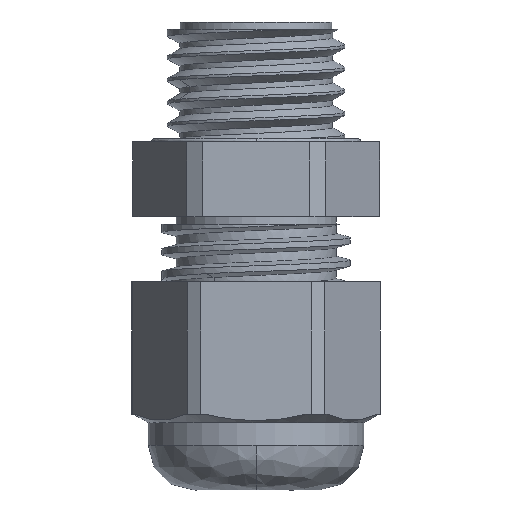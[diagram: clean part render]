
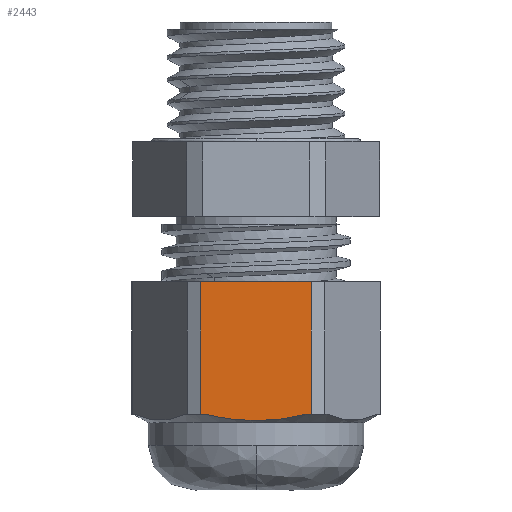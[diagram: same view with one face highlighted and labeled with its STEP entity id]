
A CAD part, front view. The second image highlights one B-rep face of the part: STEP entity #2443.
In plain terms, the highlighted planar face has unit normal (0, -1, 0).
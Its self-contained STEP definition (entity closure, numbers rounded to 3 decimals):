
#50 = CARTESIAN_POINT ( 'NONE',  ( 0.566, -7.432, -26.623 ) ) ;
#147 = VECTOR ( 'NONE', #2227, 1000. ) ;
#261 = CARTESIAN_POINT ( 'NONE',  ( -1.124, -7.433, -26.575 ) ) ;
#344 = B_SPLINE_CURVE_WITH_KNOTS ( 'NONE', 3,
 ( #2039, #5673, #4547, #1324, #5715, #2074, #7058, #1952, #50, #7627 ),
 .UNSPECIFIED., .F., .F.,
 ( 4, 2, 2, 2, 4 ),
 ( 0., 0.25, 0.375, 0.5, 1. ),
 .UNSPECIFIED. ) ;
#514 = AXIS2_PLACEMENT_3D ( 'NONE', #7444, #1806, #4930 ) ;
#541 = EDGE_CURVE ( 'NONE', #7469, #2527, #7177, .T. ) ;
#833 = CARTESIAN_POINT ( 'NONE',  ( -3.401, -7.432, -26.195 ) ) ;
#856 = CARTESIAN_POINT ( 'NONE',  ( 0., -7.432, -26.623 ) ) ;
#900 = VECTOR ( 'NONE', #6489, 1000. ) ;
#960 = CARTESIAN_POINT ( 'NONE',  ( -0.557, -7.433, -26.614 ) ) ;
#1015 = DIRECTION ( 'NONE',  ( -1., 0., 0. ) ) ;
#1064 = CARTESIAN_POINT ( 'NONE',  ( -3.694, -7.433, -31.257 ) ) ;
#1114 = CARTESIAN_POINT ( 'NONE',  ( -3.694, -7.432, -26.195 ) ) ;
#1160 = VECTOR ( 'NONE', #4258, 1000. ) ;
#1241 = DIRECTION ( 'NONE',  ( -1., 0., 0. ) ) ;
#1324 = CARTESIAN_POINT ( 'NONE',  ( 2.397, -7.432, -26.406 ) ) ;
#1333 = EDGE_CURVE ( 'NONE', #6959, #3240, #344, .T. ) ;
#1506 = CARTESIAN_POINT ( 'NONE',  ( 0., -7.433, -26.195 ) ) ;
#1584 = ORIENTED_EDGE ( 'NONE', *, *, #541, .T. ) ;
#1735 = LINE ( 'NONE', #6350, #1160 ) ;
#1806 = DIRECTION ( 'NONE',  ( 0., 1., 0. ) ) ;
#1952 = CARTESIAN_POINT ( 'NONE',  ( 1.12, -7.432, -26.586 ) ) ;
#1964 = VERTEX_POINT ( 'NONE', #833 ) ;
#2007 = EDGE_CURVE ( 'NONE', #3778, #6959, #6590, .T. ) ;
#2039 = CARTESIAN_POINT ( 'NONE',  ( 3.401, -7.432, -26.195 ) ) ;
#2074 = CARTESIAN_POINT ( 'NONE',  ( 1.973, -7.432, -26.475 ) ) ;
#2173 = ORIENTED_EDGE ( 'NONE', *, *, #4105, .F. ) ;
#2192 = CARTESIAN_POINT ( 'NONE',  ( -2.819, -7.432, -26.335 ) ) ;
#2227 = DIRECTION ( 'NONE',  ( -1., 0., 0. ) ) ;
#2262 = EDGE_LOOP ( 'NONE', ( #7159, #6232, #6553, #2586, #3104, #1584, #2173 ) ) ;
#2393 = CARTESIAN_POINT ( 'NONE',  ( -3.694, -7.432, -17.357 ) ) ;
#2443 = ADVANCED_FACE ( 'NONE', ( #3745 ), #6832, .F. ) ;
#2527 = VERTEX_POINT ( 'NONE', #2393 ) ;
#2586 = ORIENTED_EDGE ( 'NONE', *, *, #2007, .F. ) ;
#3023 = CARTESIAN_POINT ( 'NONE',  ( 3.694, -7.432, -26.195 ) ) ;
#3104 = ORIENTED_EDGE ( 'NONE', *, *, #7557, .F. ) ;
#3111 = LINE ( 'NONE', #5718, #7590 ) ;
#3240 = VERTEX_POINT ( 'NONE', #6581 ) ;
#3451 = EDGE_CURVE ( 'NONE', #1964, #7615, #3111, .T. ) ;
#3497 = EDGE_CURVE ( 'NONE', #3240, #1964, #6644, .T. ) ;
#3745 = FACE_OUTER_BOUND ( 'NONE', #2262, .T. ) ;
#3778 = VERTEX_POINT ( 'NONE', #3023 ) ;
#4012 = LINE ( 'NONE', #1064, #900 ) ;
#4105 = EDGE_CURVE ( 'NONE', #7615, #2527, #4012, .T. ) ;
#4258 = DIRECTION ( 'NONE',  ( 0., 0., -1. ) ) ;
#4547 = CARTESIAN_POINT ( 'NONE',  ( 2.823, -7.432, -26.326 ) ) ;
#4753 = CARTESIAN_POINT ( 'NONE',  ( -1.408, -7.432, -26.547 ) ) ;
#4930 = DIRECTION ( 'NONE',  ( 0., 0., 1. ) ) ;
#5271 = CARTESIAN_POINT ( 'NONE',  ( -1.552, -7.433, -26.531 ) ) ;
#5485 = VECTOR ( 'NONE', #1015, 1000. ) ;
#5673 = CARTESIAN_POINT ( 'NONE',  ( 3.11, -7.432, -26.265 ) ) ;
#5715 = CARTESIAN_POINT ( 'NONE',  ( 2.255, -7.432, -26.43 ) ) ;
#5718 = CARTESIAN_POINT ( 'NONE',  ( 0., -7.433, -26.195 ) ) ;
#5813 = CARTESIAN_POINT ( 'NONE',  ( -0.983, -7.433, -26.586 ) ) ;
#5849 = CARTESIAN_POINT ( 'NONE',  ( -3.401, -7.432, -26.195 ) ) ;
#5964 = CARTESIAN_POINT ( 'NONE',  ( -0.28, -7.432, -26.623 ) ) ;
#5997 = CARTESIAN_POINT ( 'NONE',  ( 3.401, -7.432, -26.195 ) ) ;
#6232 = ORIENTED_EDGE ( 'NONE', *, *, #3497, .F. ) ;
#6350 = CARTESIAN_POINT ( 'NONE',  ( 3.694, -7.433, -31.257 ) ) ;
#6489 = DIRECTION ( 'NONE',  ( 0., 0., 1. ) ) ;
#6553 = ORIENTED_EDGE ( 'NONE', *, *, #1333, .F. ) ;
#6581 = CARTESIAN_POINT ( 'NONE',  ( 0., -7.432, -26.623 ) ) ;
#6590 = LINE ( 'NONE', #1506, #5485 ) ;
#6644 = B_SPLINE_CURVE_WITH_KNOTS ( 'NONE', 3,
 ( #856, #5964, #960, #5813, #261, #4753, #5271, #7835, #2192, #5849 ),
 .UNSPECIFIED., .F., .F.,
 ( 4, 2, 2, 2, 4 ),
 ( 0., 0.25, 0.375, 0.5, 1. ),
 .UNSPECIFIED. ) ;
#6832 = PLANE ( 'NONE',  #514 ) ;
#6959 = VERTEX_POINT ( 'NONE', #5997 ) ;
#7058 = CARTESIAN_POINT ( 'NONE',  ( 1.833, -7.433, -26.495 ) ) ;
#7159 = ORIENTED_EDGE ( 'NONE', *, *, #3451, .F. ) ;
#7177 = LINE ( 'NONE', #7280, #147 ) ;
#7280 = CARTESIAN_POINT ( 'NONE',  ( 0., -7.433, -17.357 ) ) ;
#7444 = CARTESIAN_POINT ( 'NONE',  ( -3.694, -7.433, -31.257 ) ) ;
#7469 = VERTEX_POINT ( 'NONE', #7629 ) ;
#7557 = EDGE_CURVE ( 'NONE', #7469, #3778, #1735, .T. ) ;
#7590 = VECTOR ( 'NONE', #1241, 1000. ) ;
#7615 = VERTEX_POINT ( 'NONE', #1114 ) ;
#7627 = CARTESIAN_POINT ( 'NONE',  ( 0., -7.432, -26.623 ) ) ;
#7629 = CARTESIAN_POINT ( 'NONE',  ( 3.694, -7.432, -17.357 ) ) ;
#7835 = CARTESIAN_POINT ( 'NONE',  ( -2.256, -7.432, -26.441 ) ) ;
